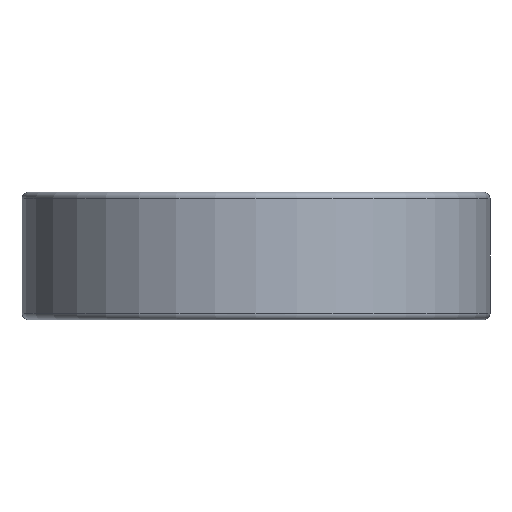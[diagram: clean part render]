
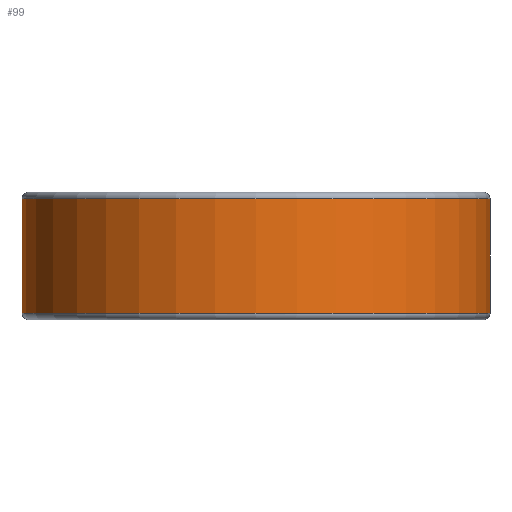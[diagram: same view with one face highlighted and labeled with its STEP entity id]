
A CAD part, front view. The second image highlights one B-rep face of the part: STEP entity #99.
In plain terms, the highlighted cylindrical face has radius 5.5 mm (diameter 11 mm), a full revolution.
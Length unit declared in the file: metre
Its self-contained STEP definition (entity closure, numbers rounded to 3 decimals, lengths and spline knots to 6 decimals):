
#13=CYLINDRICAL_SURFACE('',#128,0.0055);
#32=ORIENTED_EDGE('',*,*,#38,.F.);
#33=ORIENTED_EDGE('',*,*,#41,.T.);
#38=EDGE_CURVE('',#46,#46,#54,.T.);
#41=EDGE_CURVE('',#49,#49,#57,.T.);
#46=VERTEX_POINT('',#176);
#49=VERTEX_POINT('',#186);
#54=CIRCLE('',#120,0.0055);
#57=CIRCLE('',#127,0.0055);
#72=EDGE_LOOP('',(#32));
#73=EDGE_LOOP('',(#33));
#88=FACE_BOUND('',#72,.T.);
#89=FACE_BOUND('',#73,.T.);
#99=ADVANCED_FACE('',(#88,#89),#13,.T.);
#120=AXIS2_PLACEMENT_3D('',#175,#145,#146);
#127=AXIS2_PLACEMENT_3D('',#185,#159,#160);
#128=AXIS2_PLACEMENT_3D('',#187,#161,#162);
#145=DIRECTION('',(0.,0.,1.));
#146=DIRECTION('',(0.,-1.,0.));
#159=DIRECTION('',(0.,0.,1.));
#160=DIRECTION('',(0.,-1.,0.));
#161=DIRECTION('',(0.,0.,1.));
#162=DIRECTION('',(0.,-1.,0.));
#175=CARTESIAN_POINT('',(0.,0.,0.00135));
#176=CARTESIAN_POINT('',(0.,-0.0055,0.00135));
#185=CARTESIAN_POINT('',(0.,0.,-0.00135));
#186=CARTESIAN_POINT('',(0.,-0.0055,-0.00135));
#187=CARTESIAN_POINT('',(0.,0.,0.00889));
